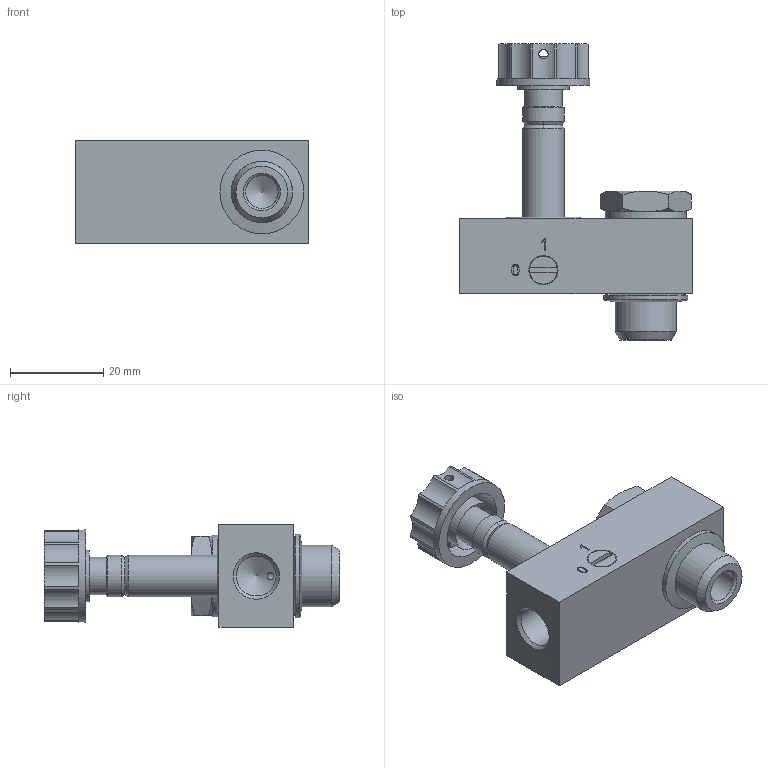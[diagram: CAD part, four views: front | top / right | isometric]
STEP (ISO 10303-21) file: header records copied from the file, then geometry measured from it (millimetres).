
FILE_DESCRIPTION(/* description */ ('Unknown'),/* implementation_level */ '2;1');
FILE_NAME(/* name */ 'MH 311 017',/* time_stamp */ '2017-09-15T14:42:41+02:00',/* author */ ('Unknown'),/* organization */ ('Unknown'),/* preprocessor_version */ 'ST-DEVELOPER v16.7',/* originating_system */ 'DEX',/* authorisation */ $);
FILE_SCHEMA (('AUTOMOTIVE_DESIGN {1 0 10303 214 3 1 1}'));
Length unit declared in the file: millimetre
Products named in the file (2): MH 311 017
Assembly tree (1 placements, depth 2):
  MH 311 017
    MH 311 017
Bounding box: 50 x 63.6 x 22 mm (x, y, z)
Volume: 21364.2 mm3; surface area: 13601.2 mm2
Topology: 10 solids, 10 shells, 202 faces, 466 edges, 301 vertices
Faces by surface type: plane 92, cylinder 66, cone 37, bspline 4, torus 2, sphere 1
Full cylindrical faces by diameter (mm): 1.6 x1, 1.85 x2, 2 x2, 2.1 x1, 2.5 x1, 3.5 x1, 4.1 x1, 4.134 x2, 5 x2, 6 x3, 6.35 x1, 6.8 x1, 6.9 x1, 7 x1, 8 x3, 8.566 x2, 8.9 x2, 9.1 x1, 10 x1, 10.3 x1, 11 x2, 12 x3, 13.1 x1, 13.157 x1, 13.2 x1, 13.5 x2, 14 x1, 15 x1, 16 x1, 16.07 x1
Entity records: 6327 total; most frequent: CARTESIAN_POINT 1343, DIRECTION 896, ORIENTED_EDGE 712, AXIS2_PLACEMENT_3D 395, EDGE_CURVE 356, FACE_BOUND 321, EDGE_LOOP 316, VERTEX_POINT 267
